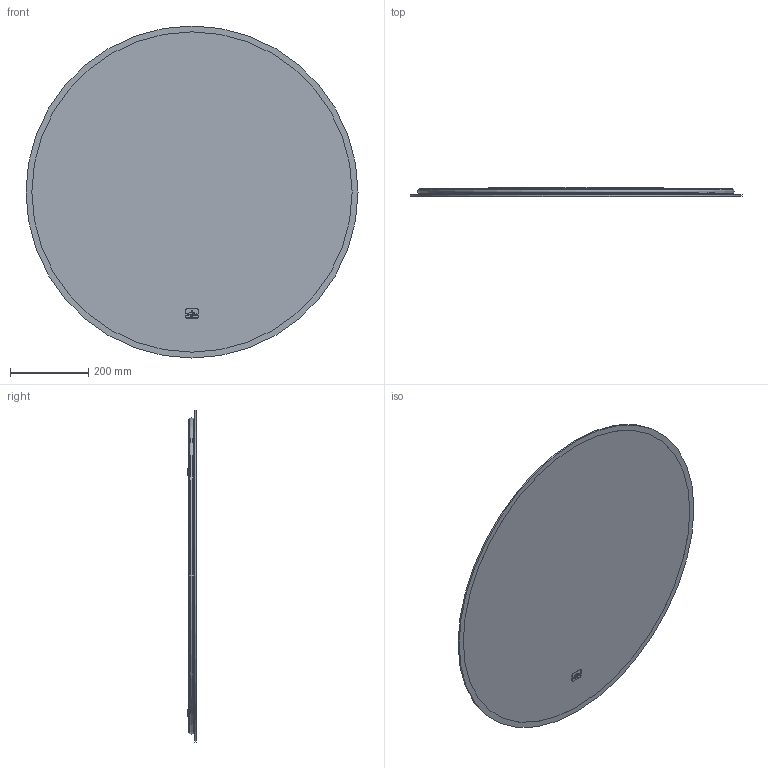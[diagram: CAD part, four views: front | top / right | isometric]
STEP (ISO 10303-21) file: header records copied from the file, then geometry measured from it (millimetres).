
FILE_DESCRIPTION(/* description */ (''),/* implementation_level */ '2;1');
FILE_NAME(/* name */ 'A4848500.stp',/* time_stamp */ '2025-01-16T13:06:32+01:00',/* author */ ('MeyerT'),/* organization */ (''),/* preprocessor_version */ 'ST-DEVELOPER v18.1',/* originating_system */ 'Autodesk Inventor 2021',/* authorisation */ '');
FILE_SCHEMA (('AUTOMOTIVE_DESIGN { 1 0 10303 214 3 1 1 }'));
Products named in the file (1): A4848500
Bounding box: 850 x 22.8 x 850 mm (x, y, z)
Volume: 2833742.2 mm3; surface area: 2089565.3 mm2
Topology: 32 solids, 34 shells, 2133 faces, 6114 edges, 4080 vertices
Faces by surface type: plane 1078, cylinder 804, torus 241, bspline 10
Full cylindrical faces by diameter (mm): 0.488 x2, 6.2 x2, 800 x1, 801.6 x1, 801.8 x1, 802.2 x2, 803 x2, 805 x2, 820 x2, 850 x1
Entity records: 76999 total; most frequent: CARTESIAN_POINT 20986, ORIENTED_EDGE 12232, DIRECTION 11311, EDGE_CURVE 6116, VERTEX_POINT 4082, AXIS2_PLACEMENT_3D 4015, LINE 3281, VECTOR 3281
